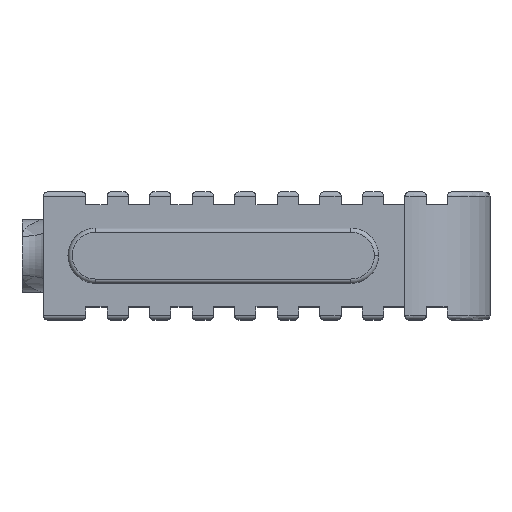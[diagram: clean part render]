
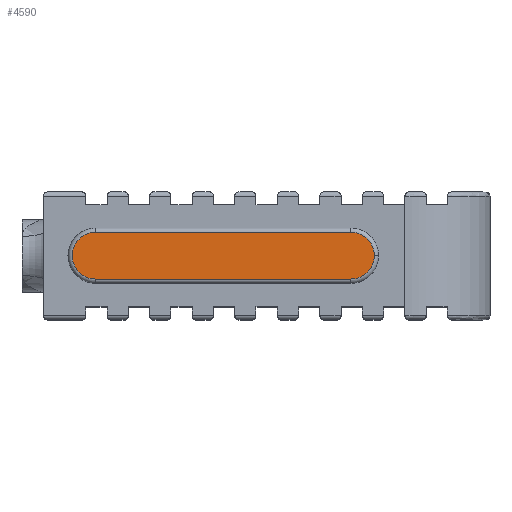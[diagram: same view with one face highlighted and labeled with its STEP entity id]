
A CAD part, top view. The second image highlights one B-rep face of the part: STEP entity #4590.
In plain terms, the highlighted planar face has unit normal (0, 0, 1).
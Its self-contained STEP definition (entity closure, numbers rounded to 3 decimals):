
#1389 = VERTEX_POINT ( 'NONE', #8122 ) ;
#1430 = ORIENTED_EDGE ( 'NONE', *, *, #16653, .T. ) ;
#2196 = ORIENTED_EDGE ( 'NONE', *, *, #14187, .T. ) ;
#2257 = CIRCLE ( 'NONE', #8961, 5.5 ) ;
#2665 = ORIENTED_EDGE ( 'NONE', *, *, #7784, .T. ) ;
#2736 = DIRECTION ( 'NONE',  ( 0., 0., 1. ) ) ;
#3168 = AXIS2_PLACEMENT_3D ( 'NONE', #16848, #4857, #10185 ) ;
#3271 = FACE_OUTER_BOUND ( 'NONE', #10813, .T. ) ;
#3462 = CARTESIAN_POINT ( 'NONE',  ( -42.69, 5.5, 42. ) ) ;
#3651 = CARTESIAN_POINT ( 'NONE',  ( -42.69, -5.5, 42. ) ) ;
#3974 = AXIS2_PLACEMENT_3D ( 'NONE', #15060, #9366, #13567 ) ;
#4590 = ADVANCED_FACE ( 'NONE', ( #3271 ), #11481, .T. ) ;
#4857 = DIRECTION ( 'NONE',  ( 0., 0., 1. ) ) ;
#5283 = LINE ( 'NONE', #15889, #17052 ) ;
#5709 = CARTESIAN_POINT ( 'NONE',  ( -42.69, 0., 42. ) ) ;
#5969 = EDGE_CURVE ( 'NONE', #1389, #13043, #15458, .T. ) ;
#6672 = CARTESIAN_POINT ( 'NONE',  ( 17.31, 0., 42. ) ) ;
#6937 = VERTEX_POINT ( 'NONE', #10744 ) ;
#7784 = EDGE_CURVE ( 'NONE', #13043, #16468, #14348, .T. ) ;
#7911 = CARTESIAN_POINT ( 'NONE',  ( -42.69, 5.5, 42. ) ) ;
#8122 = CARTESIAN_POINT ( 'NONE',  ( 17.31, 5.5, 42. ) ) ;
#8717 = DIRECTION ( 'NONE',  ( -1., 0., 0. ) ) ;
#8961 = AXIS2_PLACEMENT_3D ( 'NONE', #6672, #2736, #10528 ) ;
#9366 = DIRECTION ( 'NONE',  ( 0., 0., 1. ) ) ;
#9407 = VERTEX_POINT ( 'NONE', #13033 ) ;
#9461 = DIRECTION ( 'NONE',  ( 1., 0., 0. ) ) ;
#10185 = DIRECTION ( 'NONE',  ( 1., 0., 0. ) ) ;
#10528 = DIRECTION ( 'NONE',  ( 1., 0., 0. ) ) ;
#10744 = CARTESIAN_POINT ( 'NONE',  ( 22.81, 0., 42. ) ) ;
#10813 = EDGE_LOOP ( 'NONE', ( #16649, #2196, #13186, #2665, #1430 ) ) ;
#10869 = VECTOR ( 'NONE', #8717, 1000. ) ;
#11034 = DIRECTION ( 'NONE',  ( 0., 0., 1. ) ) ;
#11481 = PLANE ( 'NONE',  #3168 ) ;
#11508 = CIRCLE ( 'NONE', #3974, 5.5 ) ;
#12644 = AXIS2_PLACEMENT_3D ( 'NONE', #5709, #11034, #9461 ) ;
#13033 = CARTESIAN_POINT ( 'NONE',  ( 17.31, -5.5, 42. ) ) ;
#13043 = VERTEX_POINT ( 'NONE', #7911 ) ;
#13186 = ORIENTED_EDGE ( 'NONE', *, *, #5969, .T. ) ;
#13567 = DIRECTION ( 'NONE',  ( 1., 0., 0. ) ) ;
#14187 = EDGE_CURVE ( 'NONE', #6937, #1389, #2257, .T. ) ;
#14348 = CIRCLE ( 'NONE', #12644, 5.5 ) ;
#14652 = DIRECTION ( 'NONE',  ( 1., 0., 0. ) ) ;
#15060 = CARTESIAN_POINT ( 'NONE',  ( 17.31, 0., 42. ) ) ;
#15458 = LINE ( 'NONE', #3462, #10869 ) ;
#15889 = CARTESIAN_POINT ( 'NONE',  ( 17.31, -5.5, 42. ) ) ;
#15915 = EDGE_CURVE ( 'NONE', #9407, #6937, #11508, .T. ) ;
#16468 = VERTEX_POINT ( 'NONE', #3651 ) ;
#16649 = ORIENTED_EDGE ( 'NONE', *, *, #15915, .T. ) ;
#16653 = EDGE_CURVE ( 'NONE', #16468, #9407, #5283, .T. ) ;
#16848 = CARTESIAN_POINT ( 'NONE',  ( -42.69, 0., 42. ) ) ;
#17052 = VECTOR ( 'NONE', #14652, 1000. ) ;
